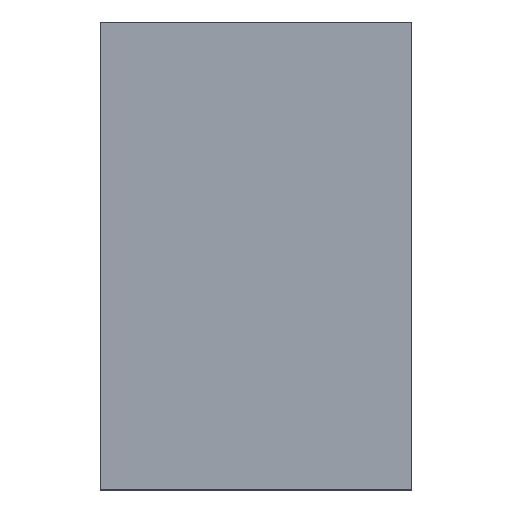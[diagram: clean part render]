
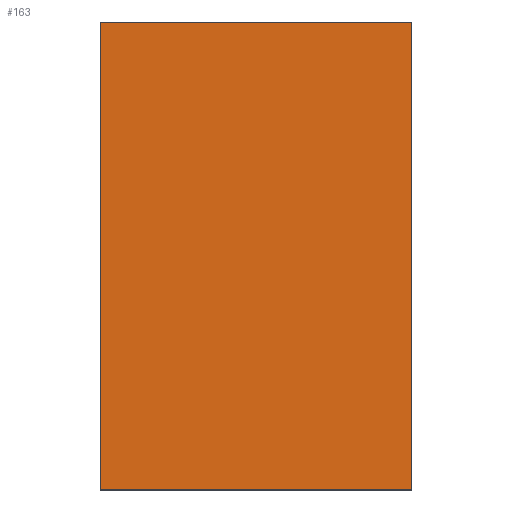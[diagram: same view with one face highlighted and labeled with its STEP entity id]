
A CAD part, top view. The second image highlights one B-rep face of the part: STEP entity #163.
In plain terms, the highlighted planar face has unit normal (0, 0, 1).
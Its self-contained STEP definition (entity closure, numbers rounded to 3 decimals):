
#3 = CARTESIAN_POINT ( 'NONE',  ( 25.4, 38.1, 0.1 ) ) ;
#4 = EDGE_LOOP ( 'NONE', ( #102, #56, #76, #6 ) ) ;
#6 = ORIENTED_EDGE ( 'NONE', *, *, #105, .T. ) ;
#10 = PLANE ( 'NONE',  #152 ) ;
#21 = EDGE_CURVE ( 'NONE', #41, #225, #184, .T. ) ;
#24 = CARTESIAN_POINT ( 'NONE',  ( -25.4, 38.1, 0.1 ) ) ;
#30 = LINE ( 'NONE', #96, #165 ) ;
#35 = VECTOR ( 'NONE', #224, 1000. ) ;
#41 = VERTEX_POINT ( 'NONE', #169 ) ;
#51 = EDGE_CURVE ( 'NONE', #183, #73, #107, .T. ) ;
#56 = ORIENTED_EDGE ( 'NONE', *, *, #202, .T. ) ;
#73 = VERTEX_POINT ( 'NONE', #151 ) ;
#76 = ORIENTED_EDGE ( 'NONE', *, *, #21, .T. ) ;
#79 = CARTESIAN_POINT ( 'NONE',  ( 0., 0., 0.1 ) ) ;
#93 = DIRECTION ( 'NONE',  ( 1., 0., 0. ) ) ;
#96 = CARTESIAN_POINT ( 'NONE',  ( -25.4, 38.1, 0.1 ) ) ;
#102 = ORIENTED_EDGE ( 'NONE', *, *, #51, .T. ) ;
#105 = EDGE_CURVE ( 'NONE', #225, #183, #207, .T. ) ;
#107 = LINE ( 'NONE', #3, #196 ) ;
#130 = CARTESIAN_POINT ( 'NONE',  ( -25.4, -38.1, 0.1 ) ) ;
#147 = DIRECTION ( 'NONE',  ( 0., 1., 0. ) ) ;
#151 = CARTESIAN_POINT ( 'NONE',  ( 25.4, 38.1, 0.1 ) ) ;
#152 = AXIS2_PLACEMENT_3D ( 'NONE', #79, #155, #93 ) ;
#155 = DIRECTION ( 'NONE',  ( 0., 0., 1. ) ) ;
#156 = DIRECTION ( 'NONE',  ( -1., 0., 0. ) ) ;
#163 = ADVANCED_FACE ( 'NONE', ( #176 ), #10, .T. ) ;
#165 = VECTOR ( 'NONE', #156, 1000. ) ;
#169 = CARTESIAN_POINT ( 'NONE',  ( -25.4, 38.1, 0.1 ) ) ;
#170 = CARTESIAN_POINT ( 'NONE',  ( 25.4, -38.1, 0.1 ) ) ;
#176 = FACE_OUTER_BOUND ( 'NONE', #4, .T. ) ;
#183 = VERTEX_POINT ( 'NONE', #170 ) ;
#184 = LINE ( 'NONE', #24, #35 ) ;
#192 = CARTESIAN_POINT ( 'NONE',  ( -25.4, -38.1, 0.1 ) ) ;
#193 = DIRECTION ( 'NONE',  ( 1., 0., 0. ) ) ;
#196 = VECTOR ( 'NONE', #147, 1000. ) ;
#202 = EDGE_CURVE ( 'NONE', #73, #41, #30, .T. ) ;
#207 = LINE ( 'NONE', #192, #209 ) ;
#209 = VECTOR ( 'NONE', #193, 1000. ) ;
#224 = DIRECTION ( 'NONE',  ( 0., -1., 0. ) ) ;
#225 = VERTEX_POINT ( 'NONE', #130 ) ;
